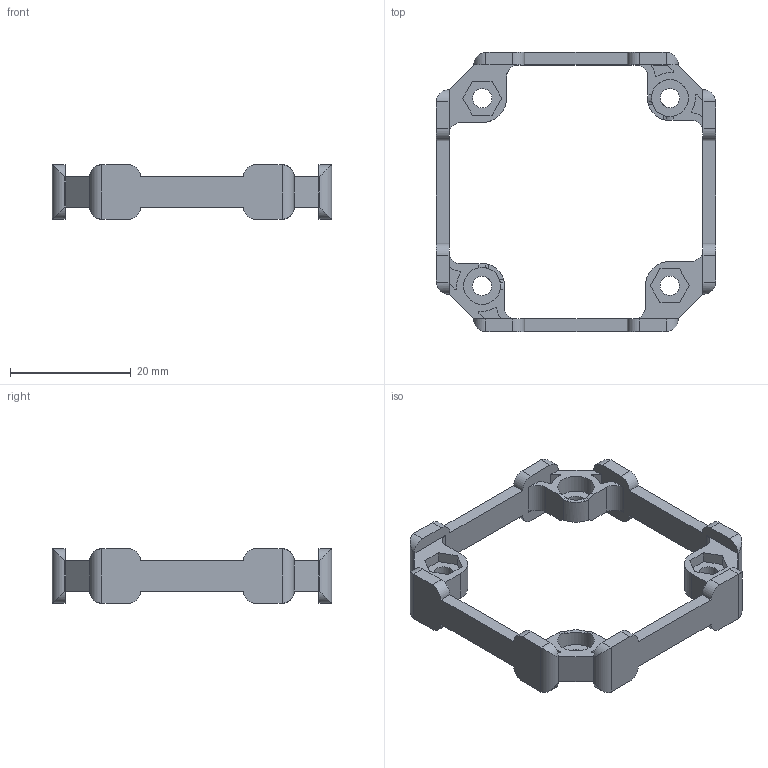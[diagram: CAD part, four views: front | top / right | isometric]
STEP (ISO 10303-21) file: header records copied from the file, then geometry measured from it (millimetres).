
FILE_DESCRIPTION(/* description */ (''),/* implementation_level */ '2;1');
FILE_NAME(/* name */ 'dual bracket.step',/* time_stamp */ '2020-03-12T19:37:54+01:00',/* author */ (''),/* organization */ (''),/* preprocessor_version */ 'ST-DEVELOPER v18',/* originating_system */ 'Autodesk Translation Framework v8.12.0.6',/* authorisation */ '');
FILE_SCHEMA (('AUTOMOTIVE_DESIGN { 1 0 10303 214 3 1 1 }'));
Length unit declared in the file: millimetre
Products named in the file (1): dual bracket with nuts v2
Bounding box: 46.2 x 46.2 x 9 mm (x, y, z)
Volume: 2915.1 mm3; surface area: 3697.9 mm2
Topology: 1 solids, 1 shells, 190 faces, 536 edges, 348 vertices
Faces by surface type: plane 108, cylinder 82
Full cylindrical faces by diameter (mm): 3.2 x4, 6.1 x2
Entity records: 6220 total; most frequent: CARTESIAN_POINT 1130, ORIENTED_EDGE 1072, DIRECTION 1060, EDGE_CURVE 536, LINE 368, VECTOR 368, VERTEX_POINT 348, AXIS2_PLACEMENT_3D 346
